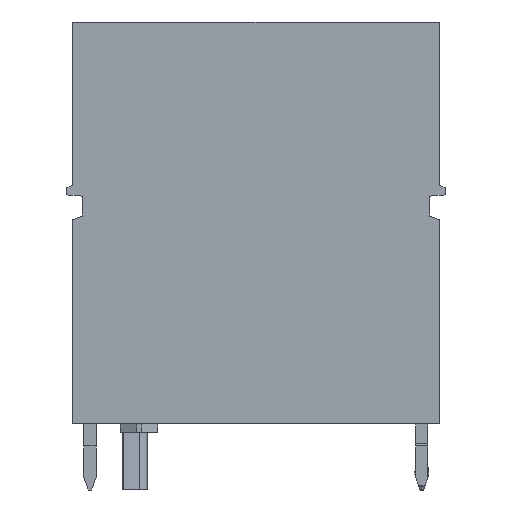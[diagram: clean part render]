
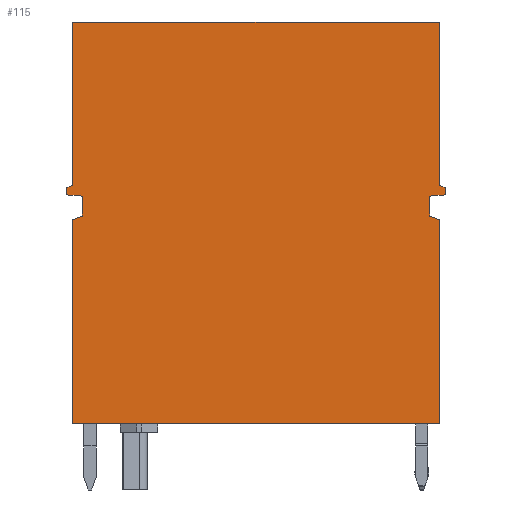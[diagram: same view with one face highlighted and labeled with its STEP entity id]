
A CAD part, left-side view. The second image highlights one B-rep face of the part: STEP entity #115.
In plain terms, the highlighted planar face has unit normal (-1, 0, 0).
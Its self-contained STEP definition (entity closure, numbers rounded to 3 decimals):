
#115=ADVANCED_FACE('',(#307),#308,.F.);
#307=FACE_OUTER_BOUND('',#578,.T.);
#308=PLANE('',#579);
#578=EDGE_LOOP('',(#853,#854,#855,#856,#857,#858,#859,#860,#861,#862,#863,#864,#865,#866,#867,#868));
#579=AXIS2_PLACEMENT_3D('',#869,#870,#871);
#853=ORIENTED_EDGE('',*,*,#1650,.F.);
#854=ORIENTED_EDGE('',*,*,#1651,.F.);
#855=ORIENTED_EDGE('',*,*,#1652,.F.);
#856=ORIENTED_EDGE('',*,*,#1653,.F.);
#857=ORIENTED_EDGE('',*,*,#1654,.F.);
#858=ORIENTED_EDGE('',*,*,#1655,.F.);
#859=ORIENTED_EDGE('',*,*,#1656,.F.);
#860=ORIENTED_EDGE('',*,*,#1657,.F.);
#861=ORIENTED_EDGE('',*,*,#1658,.F.);
#862=ORIENTED_EDGE('',*,*,#1659,.F.);
#863=ORIENTED_EDGE('',*,*,#1660,.F.);
#864=ORIENTED_EDGE('',*,*,#1661,.F.);
#865=ORIENTED_EDGE('',*,*,#1662,.F.);
#866=ORIENTED_EDGE('',*,*,#1663,.F.);
#867=ORIENTED_EDGE('',*,*,#1664,.F.);
#868=ORIENTED_EDGE('',*,*,#1665,.F.);
#869=CARTESIAN_POINT('',(0.,20.208,36.556));
#870=DIRECTION('',(1.0,0.,0.0));
#871=DIRECTION('',(0.0,0.0,-1.0));
#1650=EDGE_CURVE('',#1974,#1975,#1976,.T.);
#1651=EDGE_CURVE('',#1977,#1974,#1978,.T.);
#1652=EDGE_CURVE('',#1979,#1977,#1980,.T.);
#1653=EDGE_CURVE('',#1981,#1979,#1982,.T.);
#1654=EDGE_CURVE('',#1983,#1981,#1984,.T.);
#1655=EDGE_CURVE('',#1985,#1983,#1986,.T.);
#1656=EDGE_CURVE('',#1987,#1985,#1988,.T.);
#1657=EDGE_CURVE('',#1989,#1987,#1990,.T.);
#1658=EDGE_CURVE('',#1991,#1989,#1992,.T.);
#1659=EDGE_CURVE('',#1993,#1991,#1994,.T.);
#1660=EDGE_CURVE('',#1995,#1993,#1996,.T.);
#1661=EDGE_CURVE('',#1997,#1995,#1998,.T.);
#1662=EDGE_CURVE('',#1999,#1997,#2000,.T.);
#1663=EDGE_CURVE('',#2001,#1999,#2002,.T.);
#1664=EDGE_CURVE('',#2003,#2001,#2004,.T.);
#1665=EDGE_CURVE('',#1975,#2003,#2005,.T.);
#1974=VERTEX_POINT('',#2444);
#1975=VERTEX_POINT('',#2445);
#1976=LINE('',#2446,#2447);
#1977=VERTEX_POINT('',#2448);
#1978=LINE('',#2449,#2450);
#1979=VERTEX_POINT('',#2451);
#1980=LINE('',#2452,#2453);
#1981=VERTEX_POINT('',#2454);
#1982=LINE('',#2455,#2456);
#1983=VERTEX_POINT('',#2457);
#1984=LINE('',#2458,#2459);
#1985=VERTEX_POINT('',#2460);
#1986=LINE('',#2461,#2462);
#1987=VERTEX_POINT('',#2463);
#1988=LINE('',#2464,#2465);
#1989=VERTEX_POINT('',#2466);
#1990=LINE('',#2467,#2468);
#1991=VERTEX_POINT('',#2469);
#1992=LINE('',#2470,#2471);
#1993=VERTEX_POINT('',#2472);
#1994=LINE('',#2473,#2474);
#1995=VERTEX_POINT('',#2475);
#1996=LINE('',#2476,#2477);
#1997=VERTEX_POINT('',#2478);
#1998=LINE('',#2479,#2480);
#1999=VERTEX_POINT('',#2481);
#2000=LINE('',#2482,#2483);
#2001=VERTEX_POINT('',#2484);
#2002=LINE('',#2485,#2486);
#2003=VERTEX_POINT('',#2487);
#2004=LINE('',#2488,#2489);
#2005=LINE('',#2490,#2491);
#2444=CARTESIAN_POINT('',(0.,45.7,57.4));
#2445=CARTESIAN_POINT('',(0.,0.7,57.4));
#2446=CARTESIAN_POINT('',(0.,-12.992,57.4));
#2447=VECTOR('',#3100,1.0);
#2448=CARTESIAN_POINT('',(0.,45.7,37.397));
#2449=CARTESIAN_POINT('',(0.,45.7,32.428));
#2450=VECTOR('',#3101,1.0);
#2451=CARTESIAN_POINT('',(0.,46.4,37.085));
#2452=CARTESIAN_POINT('',(0.,-12.992,63.528));
#2453=VECTOR('',#3102,1.0);
#2454=CARTESIAN_POINT('',(0.,46.4,36.203));
#2455=CARTESIAN_POINT('',(0.,46.4,32.428));
#2456=VECTOR('',#3103,1.0);
#2457=CARTESIAN_POINT('',(0.,44.517,36.038));
#2458=CARTESIAN_POINT('',(0.,-12.992,31.007));
#2459=VECTOR('',#3104,1.0);
#2460=CARTESIAN_POINT('',(0.,44.517,33.594));
#2461=CARTESIAN_POINT('',(0.,44.517,32.428));
#2462=VECTOR('',#3105,1.0);
#2463=CARTESIAN_POINT('',(0.,45.75,33.145));
#2464=CARTESIAN_POINT('',(0.,-12.992,54.526));
#2465=VECTOR('',#3106,1.0);
#2466=CARTESIAN_POINT('',(0.,45.75,8.1));
#2467=CARTESIAN_POINT('',(0.,45.75,32.428));
#2468=VECTOR('',#3107,1.0);
#2469=CARTESIAN_POINT('',(0.,0.65,8.1));
#2470=CARTESIAN_POINT('',(0.,-12.992,8.1));
#2471=VECTOR('',#3108,1.0);
#2472=CARTESIAN_POINT('',(0.,0.65,33.145));
#2473=CARTESIAN_POINT('',(0.,0.65,32.428));
#2474=VECTOR('',#3109,1.0);
#2475=CARTESIAN_POINT('',(0.,1.883,33.594));
#2476=CARTESIAN_POINT('',(0.,-12.992,28.18));
#2477=VECTOR('',#3110,1.0);
#2478=CARTESIAN_POINT('',(0.,1.883,36.038));
#2479=CARTESIAN_POINT('',(0.,1.883,32.428));
#2480=VECTOR('',#3111,1.0);
#2481=CARTESIAN_POINT('',(0.,0.,36.203));
#2482=CARTESIAN_POINT('',(0.,-12.992,37.34));
#2483=VECTOR('',#3112,1.0);
#2484=CARTESIAN_POINT('',(0.,0.,37.085));
#2485=CARTESIAN_POINT('',(0.,0.,32.428));
#2486=VECTOR('',#3113,1.0);
#2487=CARTESIAN_POINT('',(0.,0.7,37.397));
#2488=CARTESIAN_POINT('',(0.,-12.992,31.301));
#2489=VECTOR('',#3114,1.0);
#2490=CARTESIAN_POINT('',(0.,0.7,32.428));
#2491=VECTOR('',#3115,1.0);
#3100=DIRECTION('',(0.,-1.0,-0.0));
#3101=DIRECTION('',(0.0,0.0,1.0));
#3102=DIRECTION('',(0.,-0.914,0.407));
#3103=DIRECTION('',(0.0,0.0,1.0));
#3104=DIRECTION('',(0.,0.996,0.087));
#3105=DIRECTION('',(0.,0.,1.0));
#3106=DIRECTION('',(0.,-0.94,0.342));
#3107=DIRECTION('',(0.,0.,1.0));
#3108=DIRECTION('',(0.,1.0,0.0));
#3109=DIRECTION('',(0.,0.,-1.0));
#3110=DIRECTION('',(0.,-0.94,-0.342));
#3111=DIRECTION('',(0.,0.,-1.0));
#3112=DIRECTION('',(0.,0.996,-0.087));
#3113=DIRECTION('',(0.0,0.0,-1.0));
#3114=DIRECTION('',(0.,-0.914,-0.407));
#3115=DIRECTION('',(0.0,0.0,-1.0));
